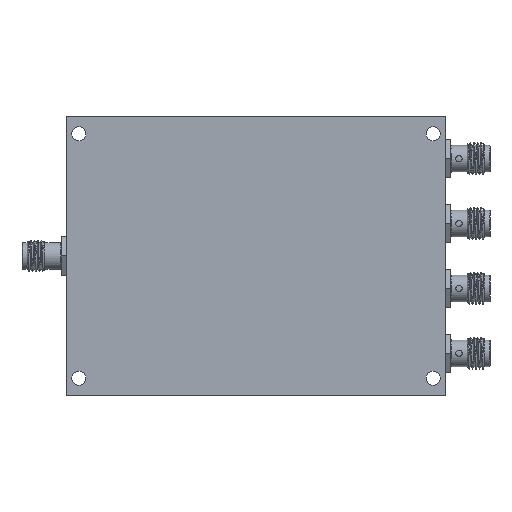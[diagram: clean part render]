
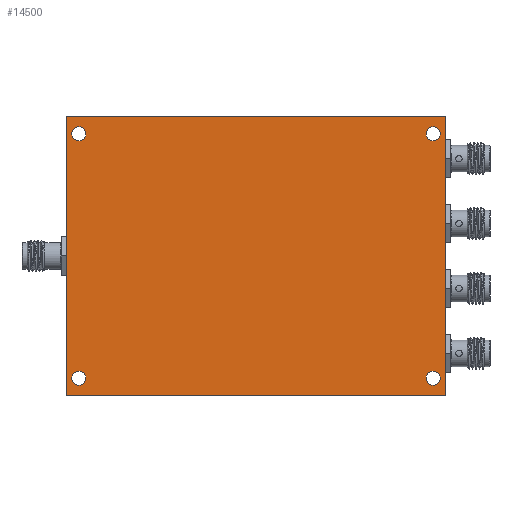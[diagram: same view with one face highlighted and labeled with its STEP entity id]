
A CAD part, front view. The second image highlights one B-rep face of the part: STEP entity #14500.
In plain terms, the highlighted planar face has unit normal (0, -1, 0).
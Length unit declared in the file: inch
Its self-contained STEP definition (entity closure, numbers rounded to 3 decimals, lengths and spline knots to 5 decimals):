
#170 = VERTEX_POINT ( 'NONE', #11030 ) ;
#719 = ORIENTED_EDGE ( 'NONE', *, *, #8605, .T. ) ;
#1149 = VERTEX_POINT ( 'NONE', #10922 ) ;
#1185 = CARTESIAN_POINT ( 'NONE',  ( 0., -0.19685, 0. ) ) ;
#1187 = DIRECTION ( 'NONE',  ( 0., 0., 1. ) ) ;
#1188 = CARTESIAN_POINT ( 'NONE',  ( -1.39764, -0.19685, 1.01957 ) ) ;
#1240 = EDGE_CURVE ( 'NONE', #2763, #2763, #8448, .T. ) ;
#1559 = DIRECTION ( 'NONE',  ( 0., 0., 1. ) ) ;
#1755 = DIRECTION ( 'NONE',  ( 1., 0., 0. ) ) ;
#1830 = EDGE_LOOP ( 'NONE', ( #2374 ) ) ;
#2063 = EDGE_CURVE ( 'NONE', #2709, #3435, #13137, .T. ) ;
#2320 = EDGE_CURVE ( 'NONE', #6116, #13143, #6054, .T. ) ;
#2374 = ORIENTED_EDGE ( 'NONE', *, *, #3441, .T. ) ;
#2652 = DIRECTION ( 'NONE',  ( -1., 0., 0. ) ) ;
#2709 = VERTEX_POINT ( 'NONE', #15926 ) ;
#2763 = VERTEX_POINT ( 'NONE', #4785 ) ;
#2779 = FACE_BOUND ( 'NONE', #5497, .T. ) ;
#2908 = DIRECTION ( 'NONE',  ( 0., 1., 0. ) ) ;
#2984 = CIRCLE ( 'NONE', #4353, 0.055 ) ;
#3435 = VERTEX_POINT ( 'NONE', #13151 ) ;
#3441 = EDGE_CURVE ( 'NONE', #170, #170, #15843, .T. ) ;
#3559 = FACE_BOUND ( 'NONE', #9921, .T. ) ;
#3637 = CIRCLE ( 'NONE', #11100, 0.055 ) ;
#4054 = CARTESIAN_POINT ( 'NONE',  ( -1.39764, -0.19685, 0.96457 ) ) ;
#4164 = FACE_BOUND ( 'NONE', #1830, .T. ) ;
#4179 = DIRECTION ( 'NONE',  ( 0., 1., 0. ) ) ;
#4208 = LINE ( 'NONE', #14420, #15229 ) ;
#4353 = AXIS2_PLACEMENT_3D ( 'NONE', #4054, #2908, #7943 ) ;
#4781 = ORIENTED_EDGE ( 'NONE', *, *, #15878, .T. ) ;
#4785 = CARTESIAN_POINT ( 'NONE',  ( 1.39764, -0.19685, -0.90957 ) ) ;
#5005 = CARTESIAN_POINT ( 'NONE',  ( -1.39764, -0.19685, -0.96457 ) ) ;
#5482 = CARTESIAN_POINT ( 'NONE',  ( -1.49606, -0.19685, 1.10236 ) ) ;
#5497 = EDGE_LOOP ( 'NONE', ( #719 ) ) ;
#5527 = DIRECTION ( 'NONE',  ( 0., 0., 1. ) ) ;
#5897 = DIRECTION ( 'NONE',  ( 0., 0., -1. ) ) ;
#6054 = LINE ( 'NONE', #9824, #15103 ) ;
#6103 = DIRECTION ( 'NONE',  ( 0., 0., -1. ) ) ;
#6116 = VERTEX_POINT ( 'NONE', #11269 ) ;
#6264 = VECTOR ( 'NONE', #13122, 39.37008 ) ;
#6490 = AXIS2_PLACEMENT_3D ( 'NONE', #11872, #4179, #5527 ) ;
#7779 = ORIENTED_EDGE ( 'NONE', *, *, #2063, .F. ) ;
#7943 = DIRECTION ( 'NONE',  ( 0., 0., 1. ) ) ;
#8448 = CIRCLE ( 'NONE', #6490, 0.055 ) ;
#8605 = EDGE_CURVE ( 'NONE', #1149, #1149, #3637, .T. ) ;
#9087 = CARTESIAN_POINT ( 'NONE',  ( 1.39764, -0.19685, 0.96457 ) ) ;
#9188 = EDGE_LOOP ( 'NONE', ( #15408, #12184, #7779, #16081 ) ) ;
#9290 = CARTESIAN_POINT ( 'NONE',  ( 1.49606, -0.19685, -1.10236 ) ) ;
#9406 = EDGE_CURVE ( 'NONE', #13143, #2709, #9541, .T. ) ;
#9541 = LINE ( 'NONE', #11444, #14849 ) ;
#9552 = EDGE_LOOP ( 'NONE', ( #4781 ) ) ;
#9689 = FACE_BOUND ( 'NONE', #9552, .T. ) ;
#9824 = CARTESIAN_POINT ( 'NONE',  ( 1.49606, -0.19685, 1.10236 ) ) ;
#9921 = EDGE_LOOP ( 'NONE', ( #16108 ) ) ;
#10035 = DIRECTION ( 'NONE',  ( 0., -1., 0. ) ) ;
#10123 = EDGE_CURVE ( 'NONE', #3435, #6116, #4208, .T. ) ;
#10261 = VERTEX_POINT ( 'NONE', #1188 ) ;
#10739 = AXIS2_PLACEMENT_3D ( 'NONE', #9087, #12815, #1559 ) ;
#10922 = CARTESIAN_POINT ( 'NONE',  ( -1.39764, -0.19685, -0.90957 ) ) ;
#11030 = CARTESIAN_POINT ( 'NONE',  ( 1.39764, -0.19685, 1.01957 ) ) ;
#11100 = AXIS2_PLACEMENT_3D ( 'NONE', #5005, #11365, #1187 ) ;
#11269 = CARTESIAN_POINT ( 'NONE',  ( 1.49606, -0.19685, 1.10236 ) ) ;
#11365 = DIRECTION ( 'NONE',  ( 0., 1., 0. ) ) ;
#11444 = CARTESIAN_POINT ( 'NONE',  ( -1.49606, -0.19685, -1.10236 ) ) ;
#11872 = CARTESIAN_POINT ( 'NONE',  ( 1.39764, -0.19685, -0.96457 ) ) ;
#12184 = ORIENTED_EDGE ( 'NONE', *, *, #10123, .F. ) ;
#12815 = DIRECTION ( 'NONE',  ( 0., 1., 0. ) ) ;
#13122 = DIRECTION ( 'NONE',  ( 0., 0., 1. ) ) ;
#13137 = LINE ( 'NONE', #5482, #6264 ) ;
#13143 = VERTEX_POINT ( 'NONE', #9290 ) ;
#13151 = CARTESIAN_POINT ( 'NONE',  ( -1.49606, -0.19685, 1.10236 ) ) ;
#13712 = PLANE ( 'NONE',  #15104 ) ;
#14420 = CARTESIAN_POINT ( 'NONE',  ( -1.49606, -0.19685, 1.10236 ) ) ;
#14500 = ADVANCED_FACE ( 'NONE', ( #4164, #2779, #14793, #3559, #9689 ), #13712, .T. ) ;
#14793 = FACE_OUTER_BOUND ( 'NONE', #9188, .T. ) ;
#14849 = VECTOR ( 'NONE', #2652, 39.37008 ) ;
#15103 = VECTOR ( 'NONE', #6103, 39.37008 ) ;
#15104 = AXIS2_PLACEMENT_3D ( 'NONE', #1185, #10035, #5897 ) ;
#15229 = VECTOR ( 'NONE', #1755, 39.37008 ) ;
#15408 = ORIENTED_EDGE ( 'NONE', *, *, #2320, .F. ) ;
#15843 = CIRCLE ( 'NONE', #10739, 0.055 ) ;
#15878 = EDGE_CURVE ( 'NONE', #10261, #10261, #2984, .T. ) ;
#15926 = CARTESIAN_POINT ( 'NONE',  ( -1.49606, -0.19685, -1.10236 ) ) ;
#16081 = ORIENTED_EDGE ( 'NONE', *, *, #9406, .F. ) ;
#16108 = ORIENTED_EDGE ( 'NONE', *, *, #1240, .T. ) ;
